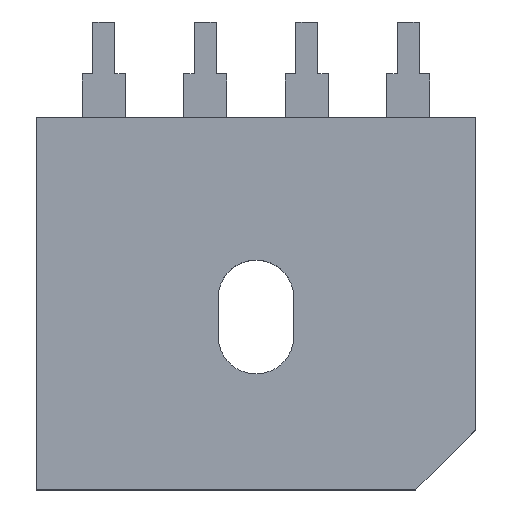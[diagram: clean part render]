
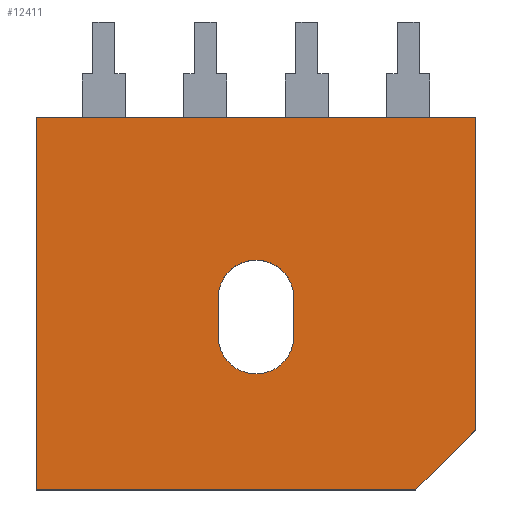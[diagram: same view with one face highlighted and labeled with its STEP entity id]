
A CAD part, top view. The second image highlights one B-rep face of the part: STEP entity #12411.
In plain terms, the highlighted face is planar.
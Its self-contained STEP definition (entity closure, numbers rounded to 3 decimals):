
#391 = ORIENTED_EDGE ( 'NONE', *, *, #4702, .T. ) ;
#424 = EDGE_CURVE ( 'NONE', #1908, #4056, #860, .T. ) ;
#435 = CARTESIAN_POINT ( 'NONE',  ( 11., 2.23, 0. ) ) ;
#447 = LINE ( 'NONE', #7108, #4340 ) ;
#690 = DIRECTION ( 'NONE',  ( 1., 0., 0. ) ) ;
#807 = ORIENTED_EDGE ( 'NONE', *, *, #6173, .F. ) ;
#860 = CIRCLE ( 'NONE', #5863, 1.9 ) ;
#1077 = DIRECTION ( 'NONE',  ( 0., -1., 0. ) ) ;
#1221 = PLANE ( 'NONE',  #4593 ) ;
#1376 = FACE_BOUND ( 'NONE', #1475, .T. ) ;
#1408 = ORIENTED_EDGE ( 'NONE', *, *, #424, .F. ) ;
#1475 = EDGE_LOOP ( 'NONE', ( #12865, #2620, #1408, #2625 ) ) ;
#1505 = ORIENTED_EDGE ( 'NONE', *, *, #4218, .F. ) ;
#1702 = EDGE_CURVE ( 'NONE', #3008, #4022, #5837, .T. ) ;
#1908 = VERTEX_POINT ( 'NONE', #6642 ) ;
#2198 = CARTESIAN_POINT ( 'NONE',  ( -1.9, 2.23, 0. ) ) ;
#2524 = VECTOR ( 'NONE', #2587, 1000. ) ;
#2587 = DIRECTION ( 'NONE',  ( 1., 0., 0. ) ) ;
#2620 = ORIENTED_EDGE ( 'NONE', *, *, #4564, .F. ) ;
#2625 = ORIENTED_EDGE ( 'NONE', *, *, #4936, .T. ) ;
#2833 = LINE ( 'NONE', #435, #12251 ) ;
#2955 = CARTESIAN_POINT ( 'NONE',  ( 1.9, 2.23, 13.22 ) ) ;
#3008 = VERTEX_POINT ( 'NONE', #8793 ) ;
#3759 = ORIENTED_EDGE ( 'NONE', *, *, #5567, .T. ) ;
#4022 = VERTEX_POINT ( 'NONE', #8275 ) ;
#4056 = VERTEX_POINT ( 'NONE', #2955 ) ;
#4171 = CARTESIAN_POINT ( 'NONE',  ( 11., 2.23, 2.27 ) ) ;
#4218 = EDGE_CURVE ( 'NONE', #3008, #7350, #447, .T. ) ;
#4340 = VECTOR ( 'NONE', #9582, 1000. ) ;
#4564 = EDGE_CURVE ( 'NONE', #4056, #7295, #5653, .T. ) ;
#4593 = AXIS2_PLACEMENT_3D ( 'NONE', #5782, #1077, #8117 ) ;
#4702 = EDGE_CURVE ( 'NONE', #4022, #4803, #5795, .T. ) ;
#4803 = VERTEX_POINT ( 'NONE', #11996 ) ;
#4936 = EDGE_CURVE ( 'NONE', #1908, #10181, #10204, .T. ) ;
#5567 = EDGE_CURVE ( 'NONE', #4803, #10216, #14700, .T. ) ;
#5653 = LINE ( 'NONE', #12449, #14466 ) ;
#5680 = EDGE_CURVE ( 'NONE', #10181, #7295, #9913, .T. ) ;
#5782 = CARTESIAN_POINT ( 'NONE',  ( 0., 2.23, 0. ) ) ;
#5795 = LINE ( 'NONE', #13868, #2524 ) ;
#5837 = LINE ( 'NONE', #9298, #6847 ) ;
#5863 = AXIS2_PLACEMENT_3D ( 'NONE', #9081, #10138, #13476 ) ;
#6064 = AXIS2_PLACEMENT_3D ( 'NONE', #12046, #10642, #690 ) ;
#6173 = EDGE_CURVE ( 'NONE', #7350, #10216, #2833, .T. ) ;
#6268 = ORIENTED_EDGE ( 'NONE', *, *, #1702, .T. ) ;
#6636 = CARTESIAN_POINT ( 'NONE',  ( -1.9, 2.23, 11.32 ) ) ;
#6642 = CARTESIAN_POINT ( 'NONE',  ( -1.9, 2.23, 13.22 ) ) ;
#6699 = CARTESIAN_POINT ( 'NONE',  ( 14.46, 2.23, 14.46 ) ) ;
#6847 = VECTOR ( 'NONE', #8173, 1000. ) ;
#7108 = CARTESIAN_POINT ( 'NONE',  ( 0., 2.23, 2.27 ) ) ;
#7295 = VERTEX_POINT ( 'NONE', #9779 ) ;
#7350 = VERTEX_POINT ( 'NONE', #4171 ) ;
#7603 = DIRECTION ( 'NONE',  ( 0., 0., -1. ) ) ;
#8117 = DIRECTION ( 'NONE',  ( 1., 0., 0. ) ) ;
#8173 = DIRECTION ( 'NONE',  ( 0., 0., 1. ) ) ;
#8275 = CARTESIAN_POINT ( 'NONE',  ( -11., 2.23, 20.92 ) ) ;
#8793 = CARTESIAN_POINT ( 'NONE',  ( -11., 2.23, 2.27 ) ) ;
#9081 = CARTESIAN_POINT ( 'NONE',  ( 0., 2.23, 13.22 ) ) ;
#9282 = EDGE_LOOP ( 'NONE', ( #1505, #6268, #391, #3759, #807 ) ) ;
#9298 = CARTESIAN_POINT ( 'NONE',  ( -11., 2.23, 0. ) ) ;
#9314 = FACE_OUTER_BOUND ( 'NONE', #9282, .T. ) ;
#9328 = CARTESIAN_POINT ( 'NONE',  ( 11., 2.23, 17.92 ) ) ;
#9582 = DIRECTION ( 'NONE',  ( 1., 0., 0. ) ) ;
#9779 = CARTESIAN_POINT ( 'NONE',  ( 1.9, 2.23, 11.32 ) ) ;
#9832 = VECTOR ( 'NONE', #12447, 1000. ) ;
#9913 = CIRCLE ( 'NONE', #6064, 1.9 ) ;
#10138 = DIRECTION ( 'NONE',  ( 0., 1., 0. ) ) ;
#10181 = VERTEX_POINT ( 'NONE', #6636 ) ;
#10204 = LINE ( 'NONE', #2198, #14457 ) ;
#10216 = VERTEX_POINT ( 'NONE', #9328 ) ;
#10642 = DIRECTION ( 'NONE',  ( 0., -1., 0. ) ) ;
#11194 = DIRECTION ( 'NONE',  ( 0., 0., -1. ) ) ;
#11996 = CARTESIAN_POINT ( 'NONE',  ( 8., 2.23, 20.92 ) ) ;
#12046 = CARTESIAN_POINT ( 'NONE',  ( 0., 2.23, 11.32 ) ) ;
#12251 = VECTOR ( 'NONE', #12318, 1000. ) ;
#12318 = DIRECTION ( 'NONE',  ( 0., 0., 1. ) ) ;
#12411 = ADVANCED_FACE ( 'NONE', ( #1376, #9314 ), #1221, .F. ) ;
#12447 = DIRECTION ( 'NONE',  ( 0.707, 0., -0.707 ) ) ;
#12449 = CARTESIAN_POINT ( 'NONE',  ( 1.9, 2.23, 0. ) ) ;
#12865 = ORIENTED_EDGE ( 'NONE', *, *, #5680, .T. ) ;
#13476 = DIRECTION ( 'NONE',  ( 1., 0., 0. ) ) ;
#13868 = CARTESIAN_POINT ( 'NONE',  ( 0., 2.23, 20.92 ) ) ;
#14457 = VECTOR ( 'NONE', #7603, 1000. ) ;
#14466 = VECTOR ( 'NONE', #11194, 1000. ) ;
#14700 = LINE ( 'NONE', #6699, #9832 ) ;
